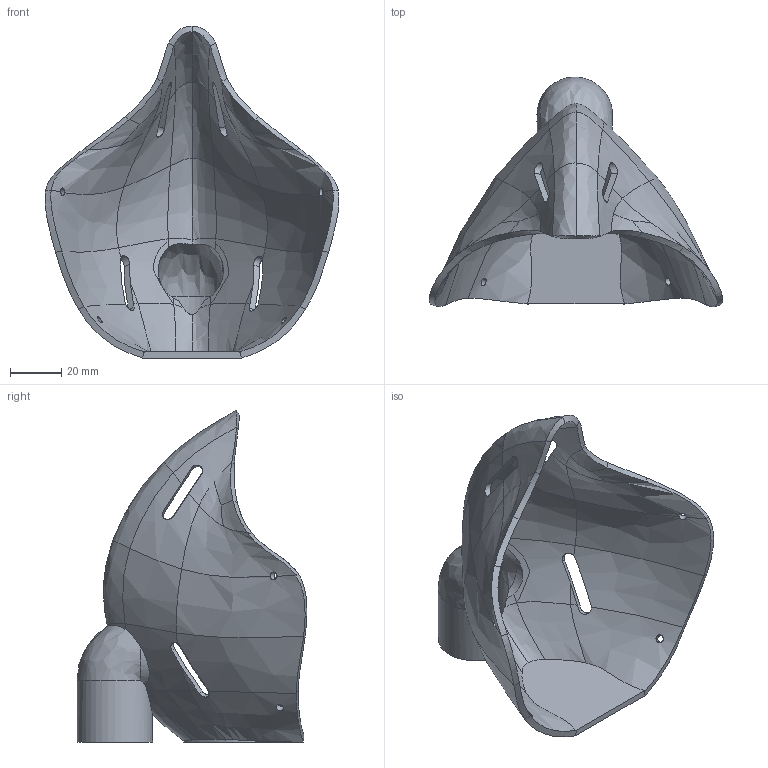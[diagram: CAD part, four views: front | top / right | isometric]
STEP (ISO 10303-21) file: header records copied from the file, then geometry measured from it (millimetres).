
FILE_DESCRIPTION(/* description */ (''),/* implementation_level */ '2;1');
FILE_NAME(/* name */ 'mask refined.step',/* time_stamp */ '2020-03-21T10:04:26+06:00',/* author */ (''),/* organization */ (''),/* preprocessor_version */ 'ST-DEVELOPER v18',/* originating_system */ 'Autodesk Translation Framework v8.12.0.6',/* authorisation */ '');
FILE_SCHEMA (('AUTOMOTIVE_DESIGN { 1 0 10303 214 3 1 1 }'));
Length unit declared in the file: millimetre
Products named in the file (2): Mask for Valve; Mask_L
Assembly tree (1 placements, depth 2):
  Mask for Valve
    Mask_L
Bounding box: 114.48 x 89.55 x 129.28 mm (x, y, z)
Volume: 52713.8 mm3; surface area: 45268.2 mm2
Topology: 1 solids, 1 shells, 139 faces, 400 edges, 245 vertices
Faces by surface type: bspline 107, cylinder 19, plane 13
Full cylindrical faces by diameter (mm): 3 x4, 25.4 x1, 29.4 x1
Entity records: 9416 total; most frequent: CARTESIAN_POINT 6677, ORIENTED_EDGE 790, EDGE_CURVE 395, B_SPLINE_CURVE_WITH_KNOTS 316, VERTEX_POINT 245, DIRECTION 181, EDGE_LOOP 144, FACE_OUTER_BOUND 139
